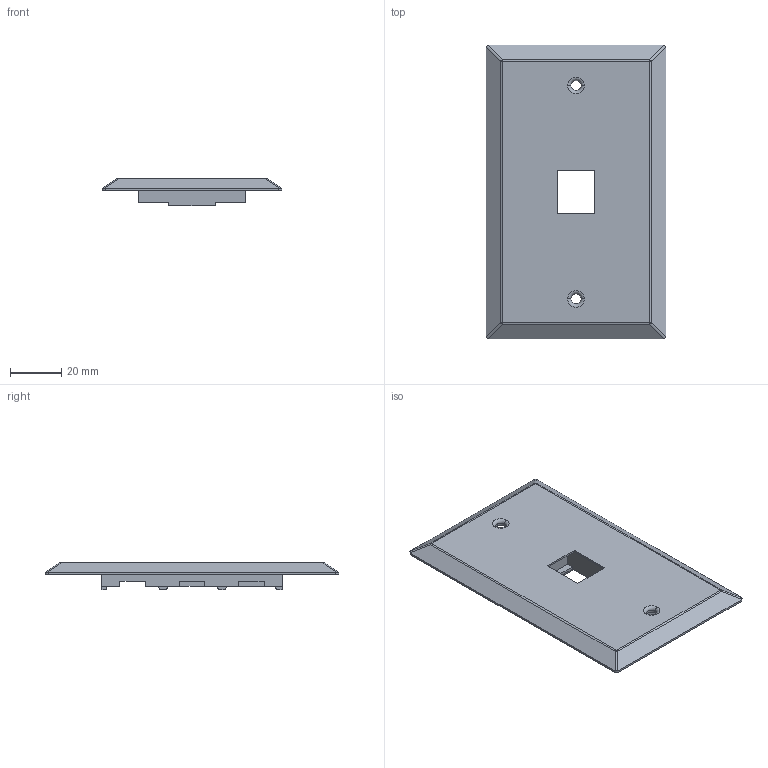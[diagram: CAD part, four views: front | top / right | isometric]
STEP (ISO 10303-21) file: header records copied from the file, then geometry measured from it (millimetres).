
FILE_DESCRIPTION (( 'STEP AP214' ), '1' );
FILE_NAME ('LC-WPSSK-01_3D.step', '2024-11-27T18:48:30', ( '' ), ( '' ), 'SwSTEP 2.0', 'SolidWorks 2022', '' );
FILE_SCHEMA (( 'AUTOMOTIVE_DESIGN' ));
Length unit declared in the file: inch
Products named in the file (1): LC-WPSSK-01_3D
Bounding box: 70 x 114.5 x 10.85 mm (x, y, z)
Volume: 13309.2 mm3; surface area: 22480.7 mm2
Topology: 1 solids, 1 shells, 247 faces, 683 edges, 446 vertices
Faces by surface type: plane 164, cylinder 45, bspline 26, sphere 8, torus 4
Entity records: 9207 total; most frequent: CARTESIAN_POINT 3027, ORIENTED_EDGE 1366, DIRECTION 1133, EDGE_CURVE 683, VECTOR 525, LINE 525, VERTEX_POINT 446, AXIS2_PLACEMENT_3D 304
